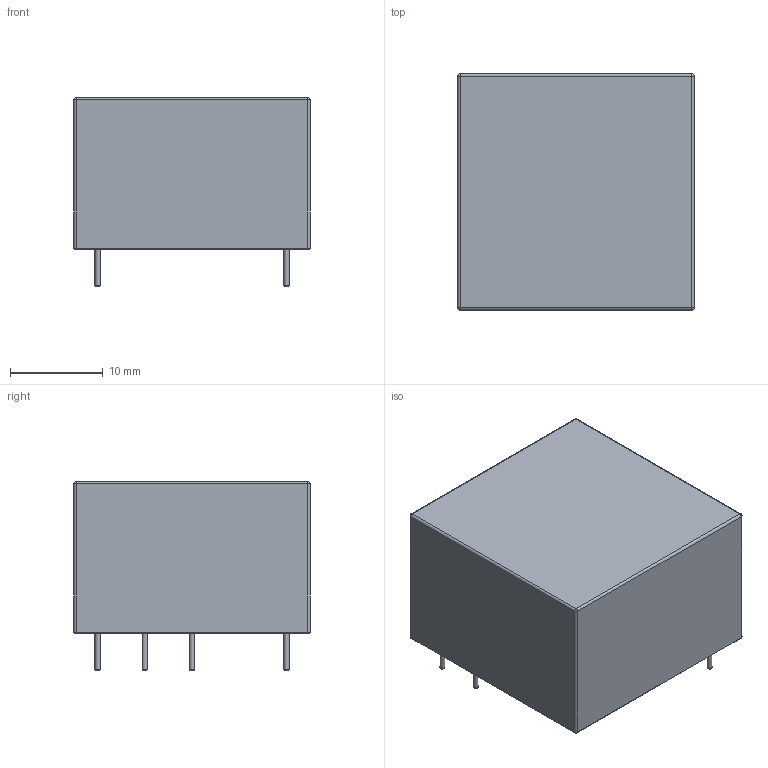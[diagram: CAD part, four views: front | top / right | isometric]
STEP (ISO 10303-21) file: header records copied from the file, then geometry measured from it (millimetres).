
FILE_DESCRIPTION(/* description */ ('model of Converter_ACDC_Murata_BAC05SxxDC_THT'),/* implementation_level */ '2;1');
FILE_NAME(/* name */ 'Converter_ACDC_Murata_BAC05SxxDC_THT.step',/* time_stamp */ '2023-02-12T22:12:22',/* author */ ('KiCAD','kicad'),/* organization */ ('OCCT'),/* preprocessor_version */ '',/* originating_system */ 'KiCAD',/* authorisation */ '');
FILE_SCHEMA(('AUTOMOTIVE_DESIGN { 1 0 10303 214 1 1 1 1 }'));
Length unit declared in the file: millimetre
Products named in the file (9): CQ assembly; f0edc8bd-ab19-11ed-add8-68545ad1b5e5; f0edc8bd-ab19-11ed-add8-68545ad1b5e5_part; f0edc8be-ab19-11ed-aada-68545ad1b5e5; f0edc8be-ab19-11ed-aada-68545ad1b5e5_part; f0edc8bf-ab19-11ed-b988-68545ad1b5e5; f0edc8bf-ab19-11ed-b988-68545ad1b5e5_part; f0edc8c0-ab19-11ed-a3d7-68545ad1b5e5; f0edc8c0-ab19-11ed-a3d7-68545ad1b5e5_part
Assembly tree (8 placements, depth 4):
  CQ assembly
    f0edc8bd-ab19-11ed-add8-68545ad1b5e5
      f0edc8bd-ab19-11ed-add8-68545ad1b5e5_part
      f0edc8be-ab19-11ed-aada-68545ad1b5e5
        f0edc8be-ab19-11ed-aada-68545ad1b5e5_part
      f0edc8bf-ab19-11ed-b988-68545ad1b5e5
        f0edc8bf-ab19-11ed-b988-68545ad1b5e5_part
      f0edc8c0-ab19-11ed-a3d7-68545ad1b5e5
        f0edc8c0-ab19-11ed-a3d7-68545ad1b5e5_part
Bounding box: 25.4 x 25.4 x 20.3 mm (x, y, z)
Volume: 10518.4 mm3; surface area: 2960.4 mm2
Topology: 7 solids, 7 shells, 52 faces, 93 edges, 51 vertices
Faces by surface type: plane 22, cylinder 17, torus 9, sphere 4
Full cylindrical faces by diameter (mm): 0.55 x5
Entity records: 1417 total; most frequent: DIRECTION 259, CARTESIAN_POINT 201, ORIENTED_EDGE 178, AXIS2_PLACEMENT_3D 109, EDGE_CURVE 89, ADVANCED_FACE 52, FACE_BOUND 52, EDGE_LOOP 52
